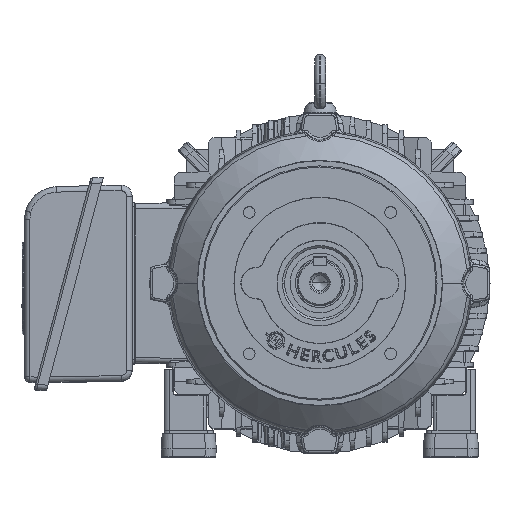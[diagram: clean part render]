
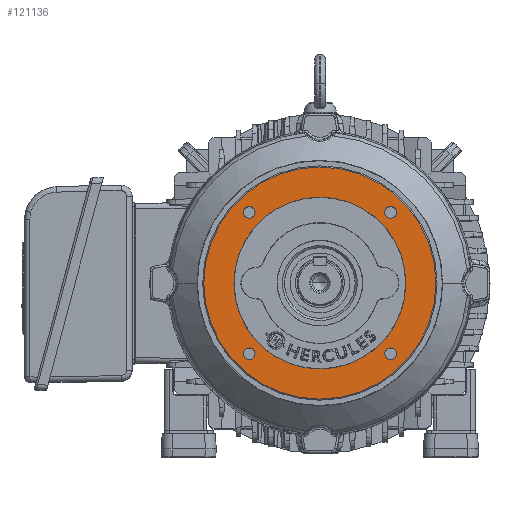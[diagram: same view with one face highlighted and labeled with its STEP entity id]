
A CAD part, top view. The second image highlights one B-rep face of the part: STEP entity #121136.
In plain terms, the highlighted face is planar.
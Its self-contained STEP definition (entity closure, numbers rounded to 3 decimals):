
#309 = ORIENTED_EDGE ( 'NONE', *, *, #129856, .F. ) ;
#2003 = DIRECTION ( 'NONE',  ( -1., 0., 0. ) ) ;
#2246 = DIRECTION ( 'NONE',  ( -1., 0., 0. ) ) ;
#3086 = AXIS2_PLACEMENT_3D ( 'NONE', #36482, #79116, #46491 ) ;
#4316 = CARTESIAN_POINT ( 'NONE',  ( -11., 65.125, 70.483 ) ) ;
#4941 = EDGE_CURVE ( 'NONE', #69647, #44459, #58004, .T. ) ;
#5397 = ORIENTED_EDGE ( 'NONE', *, *, #85592, .F. ) ;
#7342 = AXIS2_PLACEMENT_3D ( 'NONE', #52642, #2003, #117857 ) ;
#8891 = CIRCLE ( 'NONE', #77032, 5.358 ) ;
#9349 = CARTESIAN_POINT ( 'NONE',  ( -11., 65.125, 65.125 ) ) ;
#9731 = VERTEX_POINT ( 'NONE', #66134 ) ;
#10326 = DIRECTION ( 'NONE',  ( 0., 0., 1. ) ) ;
#11390 = DIRECTION ( 'NONE',  ( -1., 0., 0. ) ) ;
#11983 = PLANE ( 'NONE',  #7342 ) ;
#12097 = EDGE_LOOP ( 'NONE', ( #31550, #35111 ) ) ;
#12104 = ORIENTED_EDGE ( 'NONE', *, *, #70626, .F. ) ;
#12970 = EDGE_LOOP ( 'NONE', ( #54559, #5397 ) ) ;
#13827 = VERTEX_POINT ( 'NONE', #46252 ) ;
#13944 = EDGE_CURVE ( 'NONE', #67378, #74482, #101434, .T. ) ;
#16601 = VERTEX_POINT ( 'NONE', #4316 ) ;
#16773 = AXIS2_PLACEMENT_3D ( 'NONE', #44038, #11390, #114032 ) ;
#16926 = CARTESIAN_POINT ( 'NONE',  ( -11., 0., 0. ) ) ;
#18638 = DIRECTION ( 'NONE',  ( 0., 0., 1. ) ) ;
#18956 = DIRECTION ( 'NONE',  ( 0., 0., 1. ) ) ;
#20283 = CIRCLE ( 'NONE', #128839, 5.358 ) ;
#24230 = CARTESIAN_POINT ( 'NONE',  ( -11., -65.125, -70.483 ) ) ;
#24675 = DIRECTION ( 'NONE',  ( 0., 0., 1. ) ) ;
#27048 = CARTESIAN_POINT ( 'NONE',  ( -11., 0., 106.95 ) ) ;
#31550 = ORIENTED_EDGE ( 'NONE', *, *, #51204, .F. ) ;
#31935 = DIRECTION ( 'NONE',  ( -1., 0., 0. ) ) ;
#35111 = ORIENTED_EDGE ( 'NONE', *, *, #48256, .F. ) ;
#35842 = CIRCLE ( 'NONE', #78489, 5.358 ) ;
#36482 = CARTESIAN_POINT ( 'NONE',  ( -11., 65.125, -65.125 ) ) ;
#36718 = DIRECTION ( 'NONE',  ( -1., 0., 0. ) ) ;
#37432 = VERTEX_POINT ( 'NONE', #89604 ) ;
#37587 = AXIS2_PLACEMENT_3D ( 'NONE', #112809, #64779, #53476 ) ;
#39359 = DIRECTION ( 'NONE',  ( 0., 0., 1. ) ) ;
#39597 = CARTESIAN_POINT ( 'NONE',  ( -11., 0., -106.95 ) ) ;
#41604 = VERTEX_POINT ( 'NONE', #50624 ) ;
#42004 = FACE_BOUND ( 'NONE', #62378, .T. ) ;
#42912 = DIRECTION ( 'NONE',  ( 0., 0., 1. ) ) ;
#43147 = CARTESIAN_POINT ( 'NONE',  ( -11., -65.125, -65.125 ) ) ;
#43873 = VERTEX_POINT ( 'NONE', #24230 ) ;
#44038 = CARTESIAN_POINT ( 'NONE',  ( -11., -65.125, -65.125 ) ) ;
#44459 = VERTEX_POINT ( 'NONE', #27048 ) ;
#46252 = CARTESIAN_POINT ( 'NONE',  ( -11., 65.125, -70.483 ) ) ;
#46491 = DIRECTION ( 'NONE',  ( 0., 0., 1. ) ) ;
#48256 = EDGE_CURVE ( 'NONE', #13827, #82247, #8891, .T. ) ;
#48668 = CIRCLE ( 'NONE', #16773, 5.358 ) ;
#50624 = CARTESIAN_POINT ( 'NONE',  ( -11., -65.125, 59.766 ) ) ;
#51204 = EDGE_CURVE ( 'NONE', #82247, #13827, #124395, .T. ) ;
#51227 = AXIS2_PLACEMENT_3D ( 'NONE', #76326, #67645, #57627 ) ;
#52642 = CARTESIAN_POINT ( 'NONE',  ( -11., 107.95, 0. ) ) ;
#53476 = DIRECTION ( 'NONE',  ( 0., 0., -1. ) ) ;
#54559 = ORIENTED_EDGE ( 'NONE', *, *, #55044, .F. ) ;
#54788 = CIRCLE ( 'NONE', #122897, 79.172 ) ;
#55044 = EDGE_CURVE ( 'NONE', #9731, #43873, #20283, .T. ) ;
#56150 = EDGE_LOOP ( 'NONE', ( #119740, #65088 ) ) ;
#57627 = DIRECTION ( 'NONE',  ( 0., 0., 1. ) ) ;
#58004 = CIRCLE ( 'NONE', #85790, 106.95 ) ;
#58181 = ORIENTED_EDGE ( 'NONE', *, *, #95401, .T. ) ;
#62378 = EDGE_LOOP ( 'NONE', ( #309, #12104 ) ) ;
#62653 = FACE_BOUND ( 'NONE', #56150, .T. ) ;
#62739 = AXIS2_PLACEMENT_3D ( 'NONE', #80336, #120973, #10326 ) ;
#64779 = DIRECTION ( 'NONE',  ( -1., 0., 0. ) ) ;
#65088 = ORIENTED_EDGE ( 'NONE', *, *, #97281, .F. ) ;
#66134 = CARTESIAN_POINT ( 'NONE',  ( -11., -65.125, -59.766 ) ) ;
#67378 = VERTEX_POINT ( 'NONE', #69274 ) ;
#67645 = DIRECTION ( 'NONE',  ( -1., 0., 0. ) ) ;
#69274 = CARTESIAN_POINT ( 'NONE',  ( -11., 0., 79.172 ) ) ;
#69647 = VERTEX_POINT ( 'NONE', #39597 ) ;
#70626 = EDGE_CURVE ( 'NONE', #75135, #16601, #35842, .T. ) ;
#71241 = EDGE_LOOP ( 'NONE', ( #89696, #102228 ) ) ;
#71548 = CIRCLE ( 'NONE', #88547, 106.95 ) ;
#72657 = FACE_BOUND ( 'NONE', #12970, .T. ) ;
#74482 = VERTEX_POINT ( 'NONE', #94904 ) ;
#75135 = VERTEX_POINT ( 'NONE', #115256 ) ;
#76326 = CARTESIAN_POINT ( 'NONE',  ( -11., -65.125, 65.125 ) ) ;
#77032 = AXIS2_PLACEMENT_3D ( 'NONE', #120260, #110279, #18956 ) ;
#78489 = AXIS2_PLACEMENT_3D ( 'NONE', #124202, #2246, #42912 ) ;
#79116 = DIRECTION ( 'NONE',  ( -1., 0., 0. ) ) ;
#79571 = DIRECTION ( 'NONE',  ( -1., 0., 0. ) ) ;
#80336 = CARTESIAN_POINT ( 'NONE',  ( -11., -65.125, 65.125 ) ) ;
#82247 = VERTEX_POINT ( 'NONE', #83732 ) ;
#82652 = FACE_BOUND ( 'NONE', #71241, .T. ) ;
#83732 = CARTESIAN_POINT ( 'NONE',  ( -11., 65.125, -59.766 ) ) ;
#83790 = DIRECTION ( 'NONE',  ( -1., 0., 0. ) ) ;
#85592 = EDGE_CURVE ( 'NONE', #43873, #9731, #48668, .T. ) ;
#85790 = AXIS2_PLACEMENT_3D ( 'NONE', #112715, #95331, #24675 ) ;
#88547 = AXIS2_PLACEMENT_3D ( 'NONE', #101273, #31935, #18638 ) ;
#89569 = DIRECTION ( 'NONE',  ( 0., 0., -1. ) ) ;
#89570 = CIRCLE ( 'NONE', #51227, 5.358 ) ;
#89604 = CARTESIAN_POINT ( 'NONE',  ( -11., -65.125, 70.483 ) ) ;
#89696 = ORIENTED_EDGE ( 'NONE', *, *, #119281, .F. ) ;
#93295 = FACE_OUTER_BOUND ( 'NONE', #118578, .T. ) ;
#94904 = CARTESIAN_POINT ( 'NONE',  ( -11., 0., -79.172 ) ) ;
#95331 = DIRECTION ( 'NONE',  ( -1., 0., 0. ) ) ;
#95401 = EDGE_CURVE ( 'NONE', #44459, #69647, #71548, .T. ) ;
#97004 = ORIENTED_EDGE ( 'NONE', *, *, #4941, .T. ) ;
#97207 = CIRCLE ( 'NONE', #129196, 5.358 ) ;
#97281 = EDGE_CURVE ( 'NONE', #74482, #67378, #54788, .T. ) ;
#101273 = CARTESIAN_POINT ( 'NONE',  ( -11., 0., 0. ) ) ;
#101434 = CIRCLE ( 'NONE', #37587, 79.172 ) ;
#102228 = ORIENTED_EDGE ( 'NONE', *, *, #104953, .F. ) ;
#103946 = FACE_BOUND ( 'NONE', #12097, .T. ) ;
#104953 = EDGE_CURVE ( 'NONE', #41604, #37432, #89570, .T. ) ;
#109518 = CIRCLE ( 'NONE', #62739, 5.358 ) ;
#110279 = DIRECTION ( 'NONE',  ( -1., 0., 0. ) ) ;
#112715 = CARTESIAN_POINT ( 'NONE',  ( -11., 0., 0. ) ) ;
#112809 = CARTESIAN_POINT ( 'NONE',  ( -11., 0., 0. ) ) ;
#114032 = DIRECTION ( 'NONE',  ( 0., 0., 1. ) ) ;
#115256 = CARTESIAN_POINT ( 'NONE',  ( -11., 65.125, 59.766 ) ) ;
#117857 = DIRECTION ( 'NONE',  ( 0., 0., 1. ) ) ;
#118578 = EDGE_LOOP ( 'NONE', ( #97004, #58181 ) ) ;
#119281 = EDGE_CURVE ( 'NONE', #37432, #41604, #109518, .T. ) ;
#119740 = ORIENTED_EDGE ( 'NONE', *, *, #13944, .F. ) ;
#120260 = CARTESIAN_POINT ( 'NONE',  ( -11., 65.125, -65.125 ) ) ;
#120973 = DIRECTION ( 'NONE',  ( -1., 0., 0. ) ) ;
#121136 = ADVANCED_FACE ( 'NONE', ( #93295, #103946, #42004, #82652, #72657, #62653 ), #11983, .T. ) ;
#122897 = AXIS2_PLACEMENT_3D ( 'NONE', #16926, #79571, #89569 ) ;
#124202 = CARTESIAN_POINT ( 'NONE',  ( -11., 65.125, 65.125 ) ) ;
#124395 = CIRCLE ( 'NONE', #3086, 5.358 ) ;
#124439 = DIRECTION ( 'NONE',  ( 0., 0., 1. ) ) ;
#128839 = AXIS2_PLACEMENT_3D ( 'NONE', #43147, #83790, #124439 ) ;
#129196 = AXIS2_PLACEMENT_3D ( 'NONE', #9349, #36718, #39359 ) ;
#129856 = EDGE_CURVE ( 'NONE', #16601, #75135, #97207, .T. ) ;
